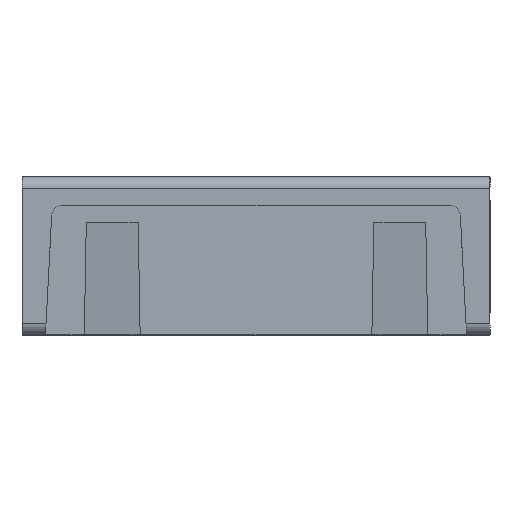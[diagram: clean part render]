
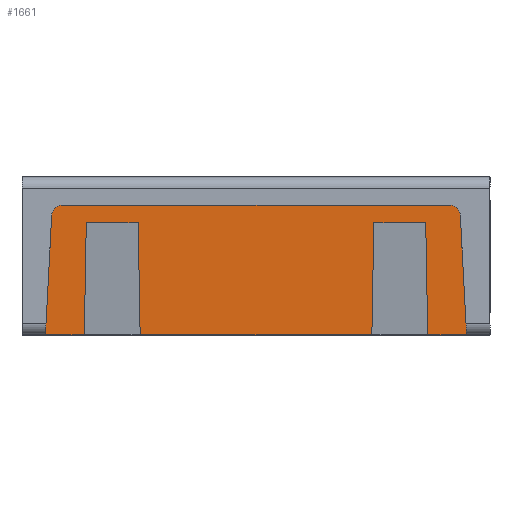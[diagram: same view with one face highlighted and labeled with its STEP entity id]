
A CAD part, top view. The second image highlights one B-rep face of the part: STEP entity #1661.
In plain terms, the highlighted planar face has unit normal (0, 0, 1).
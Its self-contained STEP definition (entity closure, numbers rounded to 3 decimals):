
#1526=AXIS2_PLACEMENT_3D('Circle Axis2P3D',#1524,#1525,$) ;
#1567=AXIS2_PLACEMENT_3D('Circle Axis2P3D',#1565,#1566,$) ;
#1604=AXIS2_PLACEMENT_3D('Plane Axis2P3D',#1601,#1602,#1603) ;
#1339=CARTESIAN_POINT('Vertex',(7.885,0.,24.522)) ;
#1363=CARTESIAN_POINT('Vertex',(0.415,0.,24.522)) ;
#1371=CARTESIAN_POINT('Line Origine',(7.54,0.,24.522)) ;
#1375=CARTESIAN_POINT('Vertex',(7.195,0.,24.522)) ;
#1396=CARTESIAN_POINT('Vertex',(6.205,0.,24.522)) ;
#1399=CARTESIAN_POINT('Line Origine',(5.177,0.,24.522)) ;
#1403=CARTESIAN_POINT('Vertex',(4.15,0.,24.522)) ;
#1406=CARTESIAN_POINT('Line Origine',(3.123,0.,24.522)) ;
#1410=CARTESIAN_POINT('Vertex',(2.095,0.,24.522)) ;
#1431=CARTESIAN_POINT('Vertex',(1.105,0.,24.522)) ;
#1434=CARTESIAN_POINT('Line Origine',(0.76,0.,24.522)) ;
#1493=CARTESIAN_POINT('Line Origine',(0.47,1.055,24.522)) ;
#1497=CARTESIAN_POINT('Vertex',(0.526,2.11,24.522)) ;
#1521=CARTESIAN_POINT('Vertex',(0.725,2.3,24.522)) ;
#1524=CARTESIAN_POINT('Axis2P3D Location',(0.725,2.1,24.522)) ;
#1541=CARTESIAN_POINT('Line Origine',(4.15,2.3,24.522)) ;
#1545=CARTESIAN_POINT('Vertex',(7.575,2.3,24.522)) ;
#1565=CARTESIAN_POINT('Axis2P3D Location',(7.575,2.1,24.522)) ;
#1569=CARTESIAN_POINT('Vertex',(7.774,2.11,24.522)) ;
#1589=CARTESIAN_POINT('Line Origine',(7.83,1.055,24.522)) ;
#1601=CARTESIAN_POINT('Axis2P3D Location',(1.6,1.4,24.522)) ;
#1606=CARTESIAN_POINT('Line Origine',(2.078,0.995,24.522)) ;
#1610=CARTESIAN_POINT('Vertex',(2.06,1.99,24.522)) ;
#1613=CARTESIAN_POINT('Line Origine',(6.222,0.995,24.522)) ;
#1617=CARTESIAN_POINT('Vertex',(6.24,1.99,24.522)) ;
#1620=CARTESIAN_POINT('Line Origine',(6.7,1.99,24.522)) ;
#1624=CARTESIAN_POINT('Vertex',(7.16,1.99,24.522)) ;
#1627=CARTESIAN_POINT('Line Origine',(7.178,0.995,24.522)) ;
#1632=CARTESIAN_POINT('Line Origine',(1.122,0.995,24.522)) ;
#1636=CARTESIAN_POINT('Vertex',(1.14,1.99,24.522)) ;
#1639=CARTESIAN_POINT('Line Origine',(1.6,1.99,24.522)) ;
#1372=DIRECTION('Vector Direction',(1.,0.,0.)) ;
#1400=DIRECTION('Vector Direction',(1.,0.,0.)) ;
#1407=DIRECTION('Vector Direction',(-1.,0.,0.)) ;
#1435=DIRECTION('Vector Direction',(-1.,0.,0.)) ;
#1494=DIRECTION('Vector Direction',(0.052,0.999,0.)) ;
#1525=DIRECTION('Axis2P3D Direction',(0.,0.,1.)) ;
#1542=DIRECTION('Vector Direction',(-1.,0.,0.)) ;
#1566=DIRECTION('Axis2P3D Direction',(0.,0.,-1.)) ;
#1590=DIRECTION('Vector Direction',(-0.052,0.999,0.)) ;
#1602=DIRECTION('Axis2P3D Direction',(0.,0.,1.)) ;
#1603=DIRECTION('Axis2P3D XDirection',(1.,0.,0.)) ;
#1607=DIRECTION('Vector Direction',(0.017,-1.,0.)) ;
#1614=DIRECTION('Vector Direction',(-0.017,-1.,0.)) ;
#1621=DIRECTION('Vector Direction',(-1.,0.,0.)) ;
#1628=DIRECTION('Vector Direction',(0.017,-1.,0.)) ;
#1633=DIRECTION('Vector Direction',(-0.017,-1.,0.)) ;
#1640=DIRECTION('Vector Direction',(1.,0.,0.)) ;
#1373=VECTOR('Line Direction',#1372,1.) ;
#1401=VECTOR('Line Direction',#1400,1.) ;
#1408=VECTOR('Line Direction',#1407,1.) ;
#1436=VECTOR('Line Direction',#1435,1.) ;
#1495=VECTOR('Line Direction',#1494,1.) ;
#1543=VECTOR('Line Direction',#1542,1.) ;
#1591=VECTOR('Line Direction',#1590,1.) ;
#1608=VECTOR('Line Direction',#1607,1.) ;
#1615=VECTOR('Line Direction',#1614,1.) ;
#1622=VECTOR('Line Direction',#1621,1.) ;
#1629=VECTOR('Line Direction',#1628,1.) ;
#1634=VECTOR('Line Direction',#1633,1.) ;
#1641=VECTOR('Line Direction',#1640,1.) ;
#1645=ORIENTED_EDGE('',*,*,#1612,.T.) ;
#1646=ORIENTED_EDGE('',*,*,#1412,.F.) ;
#1647=ORIENTED_EDGE('',*,*,#1405,.T.) ;
#1648=ORIENTED_EDGE('',*,*,#1619,.F.) ;
#1649=ORIENTED_EDGE('',*,*,#1626,.F.) ;
#1650=ORIENTED_EDGE('',*,*,#1631,.F.) ;
#1651=ORIENTED_EDGE('',*,*,#1377,.T.) ;
#1652=ORIENTED_EDGE('',*,*,#1593,.F.) ;
#1653=ORIENTED_EDGE('',*,*,#1571,.F.) ;
#1654=ORIENTED_EDGE('',*,*,#1547,.F.) ;
#1655=ORIENTED_EDGE('',*,*,#1528,.T.) ;
#1656=ORIENTED_EDGE('',*,*,#1499,.T.) ;
#1657=ORIENTED_EDGE('',*,*,#1438,.F.) ;
#1658=ORIENTED_EDGE('',*,*,#1638,.T.) ;
#1659=ORIENTED_EDGE('',*,*,#1643,.T.) ;
#1661=ADVANCED_FACE('58451_ZQV_2-5N_KU',(#1660),#1605,.T.) ;
#1527=CIRCLE('generated circle',#1526,0.2) ;
#1568=CIRCLE('generated circle',#1567,0.2) ;
#1377=EDGE_CURVE('',#1376,#1340,#1374,.T.) ;
#1405=EDGE_CURVE('',#1404,#1397,#1402,.T.) ;
#1412=EDGE_CURVE('',#1404,#1411,#1409,.T.) ;
#1438=EDGE_CURVE('',#1432,#1364,#1437,.T.) ;
#1499=EDGE_CURVE('',#1498,#1364,#1496,.F.) ;
#1528=EDGE_CURVE('',#1522,#1498,#1527,.T.) ;
#1547=EDGE_CURVE('',#1522,#1546,#1544,.F.) ;
#1571=EDGE_CURVE('',#1546,#1570,#1568,.T.) ;
#1593=EDGE_CURVE('',#1570,#1340,#1592,.F.) ;
#1612=EDGE_CURVE('',#1611,#1411,#1609,.T.) ;
#1619=EDGE_CURVE('',#1618,#1397,#1616,.T.) ;
#1626=EDGE_CURVE('',#1625,#1618,#1623,.T.) ;
#1631=EDGE_CURVE('',#1376,#1625,#1630,.F.) ;
#1638=EDGE_CURVE('',#1432,#1637,#1635,.F.) ;
#1643=EDGE_CURVE('',#1637,#1611,#1642,.T.) ;
#1644=EDGE_LOOP('',(#1645,#1646,#1647,#1648,#1649,#1650,#1651,#1652,#1653,#1654,#1655,#1656,#1657,#1658,#1659)) ;
#1660=FACE_OUTER_BOUND('',#1644,.T.) ;
#1374=LINE('Line',#1371,#1373) ;
#1402=LINE('Line',#1399,#1401) ;
#1409=LINE('Line',#1406,#1408) ;
#1437=LINE('Line',#1434,#1436) ;
#1496=LINE('Line',#1493,#1495) ;
#1544=LINE('Line',#1541,#1543) ;
#1592=LINE('Line',#1589,#1591) ;
#1609=LINE('Line',#1606,#1608) ;
#1616=LINE('Line',#1613,#1615) ;
#1623=LINE('Line',#1620,#1622) ;
#1630=LINE('Line',#1627,#1629) ;
#1635=LINE('Line',#1632,#1634) ;
#1642=LINE('Line',#1639,#1641) ;
#1605=PLANE('',#1604) ;
#1340=VERTEX_POINT('',#1339) ;
#1364=VERTEX_POINT('',#1363) ;
#1376=VERTEX_POINT('',#1375) ;
#1397=VERTEX_POINT('',#1396) ;
#1404=VERTEX_POINT('',#1403) ;
#1411=VERTEX_POINT('',#1410) ;
#1432=VERTEX_POINT('',#1431) ;
#1498=VERTEX_POINT('',#1497) ;
#1522=VERTEX_POINT('',#1521) ;
#1546=VERTEX_POINT('',#1545) ;
#1570=VERTEX_POINT('',#1569) ;
#1611=VERTEX_POINT('',#1610) ;
#1618=VERTEX_POINT('',#1617) ;
#1625=VERTEX_POINT('',#1624) ;
#1637=VERTEX_POINT('',#1636) ;
